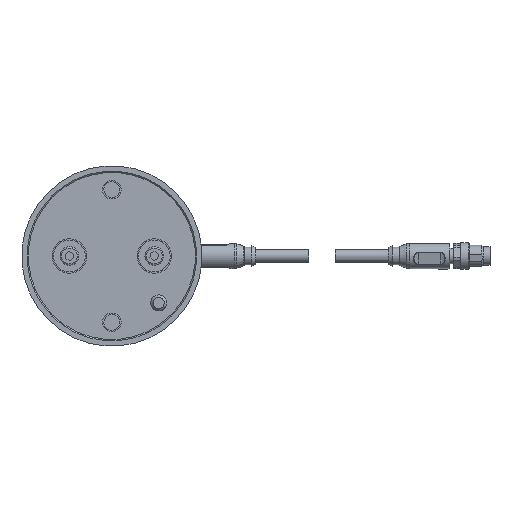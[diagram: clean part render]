
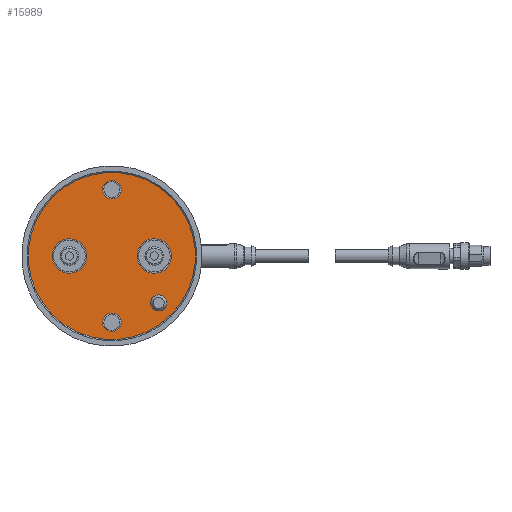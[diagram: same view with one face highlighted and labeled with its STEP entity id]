
A CAD part, front view. The second image highlights one B-rep face of the part: STEP entity #15989.
In plain terms, the highlighted face is planar.
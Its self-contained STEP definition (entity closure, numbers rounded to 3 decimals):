
#735 = AXIS2_PLACEMENT_3D ( 'NONE', #26569, #43399, #40429 ) ;
#1297 = DIRECTION ( 'NONE',  ( 0., 0., 1. ) ) ;
#1476 = CIRCLE ( 'NONE', #26846, 6.5 ) ;
#2208 = DIRECTION ( 'NONE',  ( 0., 0., 1. ) ) ;
#3614 = EDGE_LOOP ( 'NONE', ( #11529 ) ) ;
#4033 = ORIENTED_EDGE ( 'NONE', *, *, #15936, .F. ) ;
#4823 = CARTESIAN_POINT ( 'NONE',  ( 3., 11.314, 11.314 ) ) ;
#5323 = ORIENTED_EDGE ( 'NONE', *, *, #20080, .T. ) ;
#5792 = ORIENTED_EDGE ( 'NONE', *, *, #29028, .T. ) ;
#7230 = CARTESIAN_POINT ( 'NONE',  ( 3., -11.314, -4.814 ) ) ;
#8123 = CARTESIAN_POINT ( 'NONE',  ( 3., 0., 0. ) ) ;
#8623 = DIRECTION ( 'NONE',  ( 0., 0., 1. ) ) ;
#8676 = PLANE ( 'NONE',  #735 ) ;
#9635 = CARTESIAN_POINT ( 'NONE',  ( 3., 0., 31.5 ) ) ;
#10857 = EDGE_LOOP ( 'NONE', ( #32820 ) ) ;
#10887 = EDGE_CURVE ( 'NONE', #41279, #41279, #30090, .T. ) ;
#11529 = ORIENTED_EDGE ( 'NONE', *, *, #40241, .F. ) ;
#12080 = AXIS2_PLACEMENT_3D ( 'NONE', #40772, #26699, #2208 ) ;
#12111 = VERTEX_POINT ( 'NONE', #29373 ) ;
#12341 = EDGE_LOOP ( 'NONE', ( #42357 ) ) ;
#12446 = CARTESIAN_POINT ( 'NONE',  ( 3., 17.678, -17.678 ) ) ;
#12516 = EDGE_CURVE ( 'NONE', #31289, #31289, #15024, .T. ) ;
#12721 = FACE_BOUND ( 'NONE', #3614, .T. ) ;
#15024 = CIRCLE ( 'NONE', #12080, 3. ) ;
#15123 = EDGE_LOOP ( 'NONE', ( #5792 ) ) ;
#15936 = EDGE_CURVE ( 'NONE', #40268, #40268, #1476, .T. ) ;
#15989 = ADVANCED_FACE ( 'NONE', ( #29977, #26140, #43837, #29777, #22701, #12721 ), #8676, .T. ) ;
#20080 = EDGE_CURVE ( 'NONE', #12111, #12111, #28580, .T. ) ;
#21546 = DIRECTION ( 'NONE',  ( -1., 0., 0. ) ) ;
#21734 = AXIS2_PLACEMENT_3D ( 'NONE', #24269, #27895, #44483 ) ;
#21830 = DIRECTION ( 'NONE',  ( -1., 0., 0. ) ) ;
#22701 = FACE_BOUND ( 'NONE', #10857, .T. ) ;
#24269 = CARTESIAN_POINT ( 'NONE',  ( 3., -17.678, 17.678 ) ) ;
#25198 = DIRECTION ( 'NONE',  ( 0., 0., 1. ) ) ;
#26140 = FACE_BOUND ( 'NONE', #30392, .T. ) ;
#26569 = CARTESIAN_POINT ( 'NONE',  ( 3., 0., 0. ) ) ;
#26699 = DIRECTION ( 'NONE',  ( 1., 0., 0. ) ) ;
#26846 = AXIS2_PLACEMENT_3D ( 'NONE', #4823, #21830, #29082 ) ;
#27315 = VERTEX_POINT ( 'NONE', #41174 ) ;
#27868 = CARTESIAN_POINT ( 'NONE',  ( 3., 0., 28. ) ) ;
#27895 = DIRECTION ( 'NONE',  ( -1., 0., 0. ) ) ;
#28580 = CIRCLE ( 'NONE', #30005, 3.5 ) ;
#28890 = AXIS2_PLACEMENT_3D ( 'NONE', #8123, #43065, #1297 ) ;
#29028 = EDGE_CURVE ( 'NONE', #41387, #41387, #36864, .T. ) ;
#29082 = DIRECTION ( 'NONE',  ( 0., 0., 1. ) ) ;
#29333 = AXIS2_PLACEMENT_3D ( 'NONE', #36067, #21546, #25198 ) ;
#29373 = CARTESIAN_POINT ( 'NONE',  ( 3., 17.678, -14.178 ) ) ;
#29777 = FACE_OUTER_BOUND ( 'NONE', #15123, .T. ) ;
#29977 = FACE_BOUND ( 'NONE', #44151, .T. ) ;
#30005 = AXIS2_PLACEMENT_3D ( 'NONE', #12446, #39938, #8623 ) ;
#30090 = CIRCLE ( 'NONE', #29333, 6.5 ) ;
#30392 = EDGE_LOOP ( 'NONE', ( #4033 ) ) ;
#31289 = VERTEX_POINT ( 'NONE', #27868 ) ;
#31988 = CARTESIAN_POINT ( 'NONE',  ( 3., 11.314, 17.814 ) ) ;
#32820 = ORIENTED_EDGE ( 'NONE', *, *, #12516, .T. ) ;
#36067 = CARTESIAN_POINT ( 'NONE',  ( 3., -11.314, -11.314 ) ) ;
#36864 = CIRCLE ( 'NONE', #28890, 31.5 ) ;
#39938 = DIRECTION ( 'NONE',  ( 1., 0., 0. ) ) ;
#40241 = EDGE_CURVE ( 'NONE', #27315, #27315, #41301, .T. ) ;
#40268 = VERTEX_POINT ( 'NONE', #31988 ) ;
#40429 = DIRECTION ( 'NONE',  ( 0., 0., 1. ) ) ;
#40772 = CARTESIAN_POINT ( 'NONE',  ( 3., 0., 25. ) ) ;
#41174 = CARTESIAN_POINT ( 'NONE',  ( 3., -17.678, 21.178 ) ) ;
#41279 = VERTEX_POINT ( 'NONE', #7230 ) ;
#41301 = CIRCLE ( 'NONE', #21734, 3.5 ) ;
#41387 = VERTEX_POINT ( 'NONE', #9635 ) ;
#42357 = ORIENTED_EDGE ( 'NONE', *, *, #10887, .F. ) ;
#43065 = DIRECTION ( 'NONE',  ( -1., 0., 0. ) ) ;
#43399 = DIRECTION ( 'NONE',  ( -1., 0., 0. ) ) ;
#43837 = FACE_BOUND ( 'NONE', #12341, .T. ) ;
#44151 = EDGE_LOOP ( 'NONE', ( #5323 ) ) ;
#44483 = DIRECTION ( 'NONE',  ( 0., 0., 1. ) ) ;
